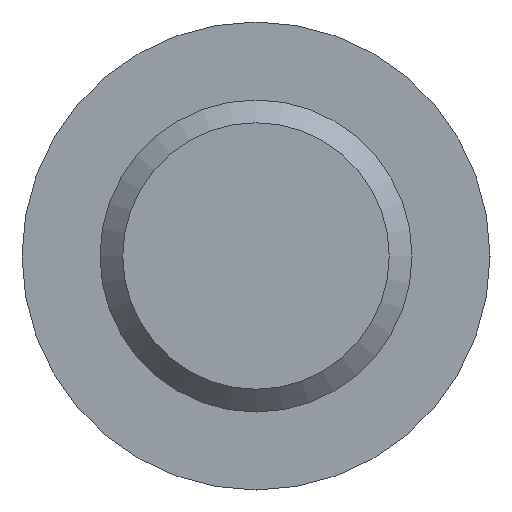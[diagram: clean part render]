
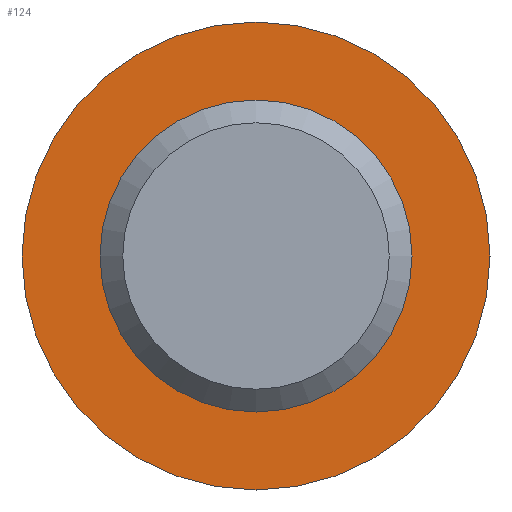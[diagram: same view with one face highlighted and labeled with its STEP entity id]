
A CAD part, front view. The second image highlights one B-rep face of the part: STEP entity #124.
In plain terms, the highlighted planar face has unit normal (0, -1, 0).
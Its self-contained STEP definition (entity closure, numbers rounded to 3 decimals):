
#39 = AXIS2_PLACEMENT_3D ( 'NONE', #307, #396, #157 ) ;
#55 = AXIS2_PLACEMENT_3D ( 'NONE', #392, #203, #387 ) ;
#69 = PLANE ( 'NONE',  #39 ) ;
#81 = ORIENTED_EDGE ( 'NONE', *, *, #362, .T. ) ;
#84 = CIRCLE ( 'NONE', #189, 9. ) ;
#124 = ADVANCED_FACE ( 'NONE', ( #338, #431 ), #69, .F. ) ;
#125 = DIRECTION ( 'NONE',  ( 0., -1., 0. ) ) ;
#157 = DIRECTION ( 'NONE',  ( 0., 0., 1. ) ) ;
#189 = AXIS2_PLACEMENT_3D ( 'NONE', #341, #125, #298 ) ;
#203 = DIRECTION ( 'NONE',  ( 0., -1., 0. ) ) ;
#274 = VERTEX_POINT ( 'NONE', #445 ) ;
#298 = DIRECTION ( 'NONE',  ( 0., 0., -1. ) ) ;
#307 = CARTESIAN_POINT ( 'NONE',  ( -6., 50., 0. ) ) ;
#333 = CARTESIAN_POINT ( 'NONE',  ( 0., 50., -6. ) ) ;
#338 = FACE_BOUND ( 'NONE', #395, .T. ) ;
#341 = CARTESIAN_POINT ( 'NONE',  ( 0., 50., 0. ) ) ;
#362 = EDGE_CURVE ( 'NONE', #274, #274, #84, .T. ) ;
#387 = DIRECTION ( 'NONE',  ( 0., 0., -1. ) ) ;
#390 = EDGE_LOOP ( 'NONE', ( #81 ) ) ;
#392 = CARTESIAN_POINT ( 'NONE',  ( 0., 50., 0. ) ) ;
#395 = EDGE_LOOP ( 'NONE', ( #515 ) ) ;
#396 = DIRECTION ( 'NONE',  ( 0., 1., 0. ) ) ;
#431 = FACE_OUTER_BOUND ( 'NONE', #390, .T. ) ;
#435 = EDGE_CURVE ( 'NONE', #487, #487, #472, .T. ) ;
#445 = CARTESIAN_POINT ( 'NONE',  ( 0., 50., -9. ) ) ;
#472 = CIRCLE ( 'NONE', #55, 6. ) ;
#487 = VERTEX_POINT ( 'NONE', #333 ) ;
#515 = ORIENTED_EDGE ( 'NONE', *, *, #435, .F. ) ;
